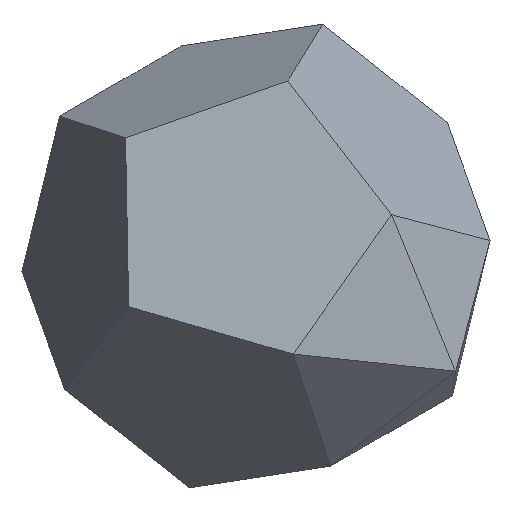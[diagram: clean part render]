
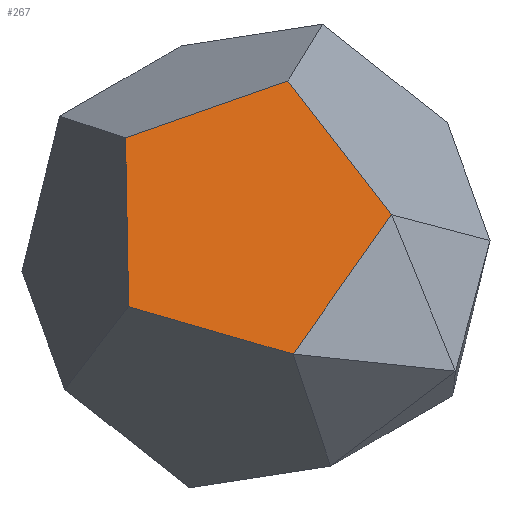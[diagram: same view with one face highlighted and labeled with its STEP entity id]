
A CAD part, isometric view. The second image highlights one B-rep face of the part: STEP entity #267.
In plain terms, the highlighted free-form (B-spline) face has degree [1, 1] with [2, 2] control points.
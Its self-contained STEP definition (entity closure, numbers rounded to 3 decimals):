
#65 = VERTEX_POINT('',#66);
#66 = CARTESIAN_POINT('',(-73.656,-47.864,
    -23.932));
#71 = EDGE_CURVE('',#72,#65,#74,.T.);
#72 = VERTEX_POINT('',#73);
#73 = CARTESIAN_POINT('',(-28.134,0.,38.723));
#74 = B_SPLINE_CURVE_WITH_KNOTS('',1,(#75,#76),.UNSPECIFIED.,.F.,.F.,(2,
    2),(-0.,100.),.PIECEWISE_BEZIER_KNOTS.);
#75 = CARTESIAN_POINT('',(-28.134,0.,38.723));
#76 = CARTESIAN_POINT('',(-73.656,-47.864,
    -23.932));
#99 = EDGE_CURVE('',#72,#100,#102,.T.);
#100 = VERTEX_POINT('',#101);
#101 = CARTESIAN_POINT('',(45.522,-47.864,
    62.655));
#102 = B_SPLINE_CURVE_WITH_KNOTS('',1,(#103,#104),.UNSPECIFIED.,.F.,.F.,
  (2,2),(0.,100.),.PIECEWISE_BEZIER_KNOTS.);
#103 = CARTESIAN_POINT('',(-28.134,0.,
    38.723));
#104 = CARTESIAN_POINT('',(45.522,-47.864,
    62.655));
#227 = EDGE_CURVE('',#100,#228,#230,.T.);
#228 = VERTEX_POINT('',#229);
#229 = CARTESIAN_POINT('',(45.522,-125.311,
    14.791));
#230 = B_SPLINE_CURVE_WITH_KNOTS('',1,(#231,#232),.UNSPECIFIED.,.F.,.F.,
  (2,2),(-0.,100.),.PIECEWISE_BEZIER_KNOTS.);
#231 = CARTESIAN_POINT('',(45.522,-47.864,
    62.655));
#232 = CARTESIAN_POINT('',(45.522,-125.311,
    14.791));
#267 = ADVANCED_FACE('',(#268),#285,.T.);
#268 = FACE_BOUND('',#269,.T.);
#269 = EDGE_LOOP('',(#270,#271,#272,#279,#284));
#270 = ORIENTED_EDGE('',*,*,#99,.F.);
#271 = ORIENTED_EDGE('',*,*,#71,.T.);
#272 = ORIENTED_EDGE('',*,*,#273,.T.);
#273 = EDGE_CURVE('',#65,#274,#276,.T.);
#274 = VERTEX_POINT('',#275);
#275 = CARTESIAN_POINT('',(-28.134,-125.311,
    -38.723));
#276 = B_SPLINE_CURVE_WITH_KNOTS('',1,(#277,#278),.UNSPECIFIED.,.F.,.F.,
  (2,2),(0.,100.),.PIECEWISE_BEZIER_KNOTS.);
#277 = CARTESIAN_POINT('',(-73.656,-47.864,
    -23.932));
#278 = CARTESIAN_POINT('',(-28.134,-125.311,
    -38.723));
#279 = ORIENTED_EDGE('',*,*,#280,.T.);
#280 = EDGE_CURVE('',#274,#228,#281,.T.);
#281 = B_SPLINE_CURVE_WITH_KNOTS('',1,(#282,#283),.UNSPECIFIED.,.F.,.F.,
  (2,2),(0.,100.),.PIECEWISE_BEZIER_KNOTS.);
#282 = CARTESIAN_POINT('',(-28.134,-125.311,
    -38.723));
#283 = CARTESIAN_POINT('',(45.522,-125.311,
    14.791));
#284 = ORIENTED_EDGE('',*,*,#227,.F.);
#285 = B_SPLINE_SURFACE_WITH_KNOTS('',1,1,(
    (#286,#287)
    ,(#288,#289
    )),.UNSPECIFIED.,.F.,.F.,.F.,(2,2),(2,2),(-40.45,
    121.353),(-124.496,29.388),
  .PIECEWISE_BEZIER_KNOTS.);
#286 = CARTESIAN_POINT('',(-50.895,-125.311,
    -55.26));
#287 = CARTESIAN_POINT('',(-87.723,0.,
    -4.571));
#288 = CARTESIAN_POINT('',(68.283,-125.311,
    31.328));
#289 = CARTESIAN_POINT('',(31.455,0.,
    82.017));
